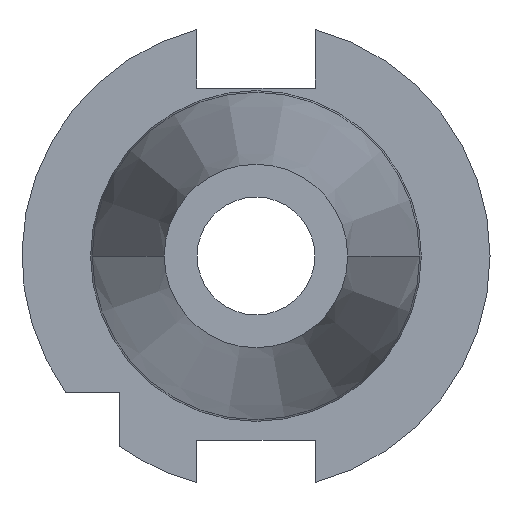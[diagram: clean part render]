
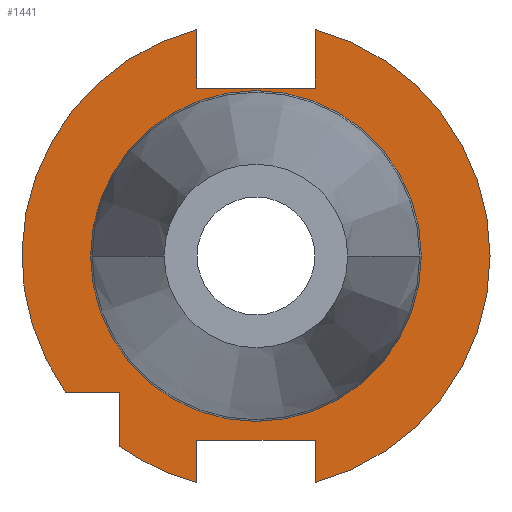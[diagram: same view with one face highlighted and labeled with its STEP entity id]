
A CAD part, left-side view. The second image highlights one B-rep face of the part: STEP entity #1441.
In plain terms, the highlighted planar face has unit normal (-1, 0, 0).
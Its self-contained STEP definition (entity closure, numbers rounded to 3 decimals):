
#323=CARTESIAN_POINT('',(3.2,0.,0.));
#324=DIRECTION('',(1.,0.,0.));
#325=DIRECTION('',(0.,1.,0.));
#326=AXIS2_PLACEMENT_3D('',#323,#324,#325);
#345=CARTESIAN_POINT('',(3.2,0.,0.));
#346=DIRECTION('',(-1.,0.,0.));
#347=DIRECTION('',(0.,1.,0.));
#348=AXIS2_PLACEMENT_3D('',#345,#346,#347);
#353=DIRECTION('',(0.,-1.,0.));
#354=VECTOR('',#353,7.334);
#355=CARTESIAN_POINT('',(3.2,25.834,-18.5));
#356=LINE('',#355,#354);
#360=DIRECTION('',(0.,0.,-1.));
#361=VECTOR('',#360,7.938);
#362=CARTESIAN_POINT('',(3.2,8.05,30.738));
#363=LINE('',#362,#361);
#367=DIRECTION('',(0.,1.,0.));
#368=VECTOR('',#367,16.1);
#369=CARTESIAN_POINT('',(3.2,-8.05,22.8));
#370=LINE('',#369,#368);
#374=DIRECTION('',(0.,0.,-1.));
#375=VECTOR('',#374,7.938);
#376=CARTESIAN_POINT('',(3.2,-8.05,30.738));
#377=LINE('',#376,#375);
#381=DIRECTION('',(0.,0.,1.));
#382=VECTOR('',#381,5.738);
#383=CARTESIAN_POINT('',(3.2,-8.05,-30.738));
#384=LINE('',#383,#382);
#388=DIRECTION('',(0.,1.,0.));
#389=VECTOR('',#388,16.1);
#390=CARTESIAN_POINT('',(3.2,-8.05,-25.));
#391=LINE('',#390,#389);
#395=DIRECTION('',(0.,0.,1.));
#396=VECTOR('',#395,5.738);
#397=CARTESIAN_POINT('',(3.2,8.05,-30.738));
#398=LINE('',#397,#396);
#402=DIRECTION('',(0.,0.,1.));
#403=VECTOR('',#402,7.334);
#404=CARTESIAN_POINT('',(3.2,18.5,-25.834));
#405=LINE('',#404,#403);
#869=CARTESIAN_POINT('',(3.2,0.,0.));
#870=DIRECTION('',(-1.,0.,0.));
#871=DIRECTION('',(0.,-0.253,-0.967));
#872=AXIS2_PLACEMENT_3D('',#869,#870,#871);
#914=CARTESIAN_POINT('',(3.2,0.,0.));
#915=DIRECTION('',(-1.,0.,0.));
#916=DIRECTION('',(0.,0.253,0.967));
#917=AXIS2_PLACEMENT_3D('',#914,#915,#916);
#929=CARTESIAN_POINT('',(3.2,0.,0.));
#930=DIRECTION('',(-1.,0.,0.));
#931=DIRECTION('',(0.,0.582,-0.813));
#932=AXIS2_PLACEMENT_3D('',#929,#930,#931);
#966=CARTESIAN_POINT('',(3.2,22.334,0.));
#968=VERTEX_POINT('',#966);
#976=CARTESIAN_POINT('',(3.2,-22.334,0.));
#978=VERTEX_POINT('',#976);
#998=CARTESIAN_POINT('',(3.2,8.05,30.738));
#999=VERTEX_POINT('',#998);
#1000=CARTESIAN_POINT('',(3.2,-8.05,30.738));
#1001=VERTEX_POINT('',#1000);
#1002=CARTESIAN_POINT('',(3.2,-8.05,22.8));
#1003=CARTESIAN_POINT('',(3.2,8.05,22.8));
#1004=VERTEX_POINT('',#1002);
#1005=VERTEX_POINT('',#1003);
#1036=CARTESIAN_POINT('',(3.2,8.05,-30.738));
#1037=VERTEX_POINT('',#1036);
#1038=CARTESIAN_POINT('',(3.2,-8.05,-30.738));
#1039=VERTEX_POINT('',#1038);
#1040=CARTESIAN_POINT('',(3.2,-8.05,-25.));
#1041=CARTESIAN_POINT('',(3.2,8.05,-25.));
#1042=VERTEX_POINT('',#1040);
#1043=VERTEX_POINT('',#1041);
#1068=CARTESIAN_POINT('',(3.2,25.834,-18.5));
#1069=VERTEX_POINT('',#1068);
#1070=CARTESIAN_POINT('',(3.2,18.5,-25.834));
#1071=VERTEX_POINT('',#1070);
#1072=CARTESIAN_POINT('',(3.2,18.5,-18.5));
#1073=VERTEX_POINT('',#1072);
#1408=CARTESIAN_POINT('',(3.2,0.,0.));
#1409=DIRECTION('',(1.,0.,0.));
#1410=DIRECTION('',(0.,-1.,0.));
#1411=AXIS2_PLACEMENT_3D('',#1408,#1409,#1410);
#1412=PLANE('',#1411);
#1414=ORIENTED_EDGE('',*,*,#1413,.F.);
#1416=ORIENTED_EDGE('',*,*,#1415,.F.);
#1418=ORIENTED_EDGE('',*,*,#1417,.T.);
#1420=ORIENTED_EDGE('',*,*,#1419,.F.);
#1422=ORIENTED_EDGE('',*,*,#1421,.F.);
#1424=ORIENTED_EDGE('',*,*,#1423,.F.);
#1426=ORIENTED_EDGE('',*,*,#1425,.T.);
#1428=ORIENTED_EDGE('',*,*,#1427,.T.);
#1430=ORIENTED_EDGE('',*,*,#1429,.F.);
#1432=ORIENTED_EDGE('',*,*,#1431,.F.);
#1434=ORIENTED_EDGE('',*,*,#1433,.T.);
#1435=EDGE_LOOP('',(#1414,#1416,#1418,#1420,#1422,#1424,#1426,#1428,#1430,#1432,
#1434));
#1436=FACE_OUTER_BOUND('',#1435,.F.);
#1437=ORIENTED_EDGE('',*,*,#1403,.T.);
#1438=ORIENTED_EDGE('',*,*,#1387,.F.);
#1439=EDGE_LOOP('',(#1437,#1438));
#1440=FACE_BOUND('',#1439,.F.);
#327=CIRCLE('',#326,22.334);
#349=CIRCLE('',#348,22.334);
#873=CIRCLE('',#872,31.775);
#918=CIRCLE('',#917,31.775);
#933=CIRCLE('',#932,31.775);
#1387=EDGE_CURVE('',#968,#978,#327,.T.);
#1403=EDGE_CURVE('',#968,#978,#349,.T.);
#1413=EDGE_CURVE('',#1069,#1073,#356,.T.);
#1415=EDGE_CURVE('',#999,#1069,#918,.T.);
#1417=EDGE_CURVE('',#999,#1005,#363,.T.);
#1419=EDGE_CURVE('',#1004,#1005,#370,.T.);
#1421=EDGE_CURVE('',#1001,#1004,#377,.T.);
#1423=EDGE_CURVE('',#1039,#1001,#873,.T.);
#1425=EDGE_CURVE('',#1039,#1042,#384,.T.);
#1427=EDGE_CURVE('',#1042,#1043,#391,.T.);
#1429=EDGE_CURVE('',#1037,#1043,#398,.T.);
#1431=EDGE_CURVE('',#1071,#1037,#933,.T.);
#1433=EDGE_CURVE('',#1071,#1073,#405,.T.);
#1441=ADVANCED_FACE('',(#1436,#1440),#1412,.F.);
